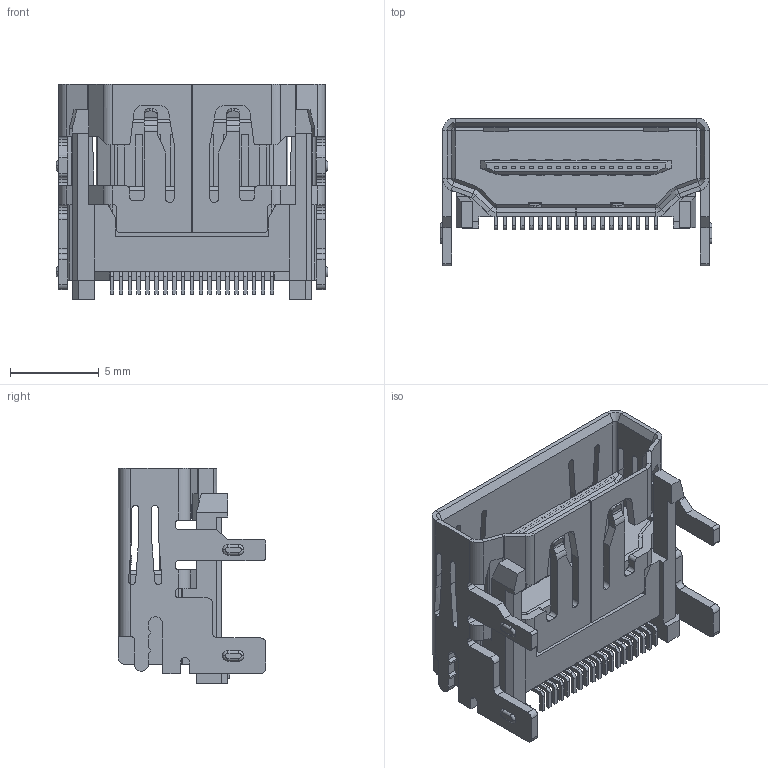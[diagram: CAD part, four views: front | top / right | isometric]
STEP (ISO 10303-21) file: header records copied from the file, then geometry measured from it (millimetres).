
FILE_DESCRIPTION (( 'STEP AP214' ), '1' );
FILE_NAME ('RAHHD19TR.STEP', '2023-05-16T06:36:54', ( '' ), ( '' ), 'SwSTEP 2.0', 'SolidWorks 2021', '' );
FILE_SCHEMA (( 'AUTOMOTIVE_DESIGN' ));
Length unit declared in the file: millimetre
Products named in the file (2): RAHHD19TR
Assembly tree (1 placements, depth 2):
  RAHHD19TR
    RAHHD19TR
Bounding box: 15.3 x 8.3 x 12.14 mm (x, y, z)
Volume: 556.1 mm3; surface area: 1372.6 mm2
Topology: 60 solids, 60 shells, 1057 faces, 2581 edges, 1654 vertices
Faces by surface type: plane 823, cylinder 198, cone 18, torus 12, bspline 6
Entity records: 31249 total; most frequent: CARTESIAN_POINT 5492, ORIENTED_EDGE 5150, DIRECTION 5091, EDGE_CURVE 2575, LINE 2121, VECTOR 2121, VERTEX_POINT 1654, AXIS2_PLACEMENT_3D 1485
